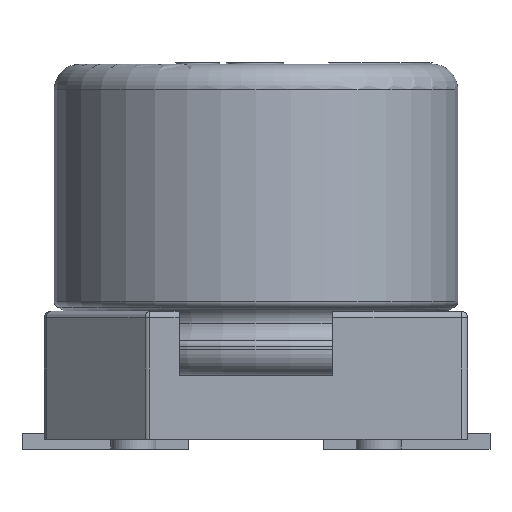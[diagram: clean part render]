
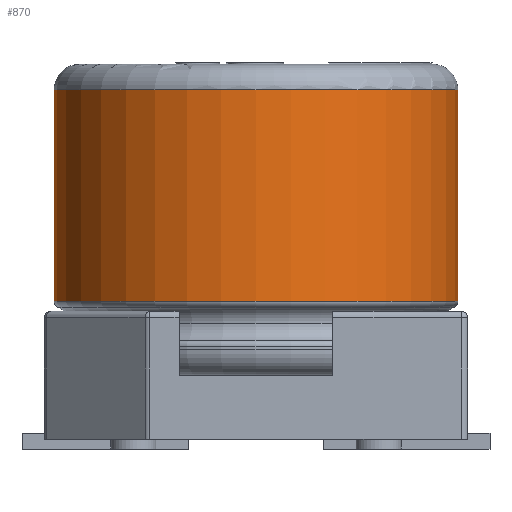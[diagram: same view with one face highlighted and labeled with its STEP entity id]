
A CAD part, left-side view. The second image highlights one B-rep face of the part: STEP entity #870.
In plain terms, the highlighted cylindrical face has radius 3.15 mm (diameter 6.3 mm), a partial arc.
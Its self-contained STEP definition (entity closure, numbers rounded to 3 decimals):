
#128 = ORIENTED_EDGE ( 'NONE', *, *, #4331, .T. ) ;
#526 = CIRCLE ( 'NONE', #6944, 3.15 ) ;
#598 = ORIENTED_EDGE ( 'NONE', *, *, #4743, .F. ) ;
#852 = VERTEX_POINT ( 'NONE', #6307 ) ;
#870 = ADVANCED_FACE ( 'NONE', ( #4620 ), #3320, .T. ) ;
#1311 = CARTESIAN_POINT ( 'NONE',  ( 0., 0., -18.963 ) ) ;
#1483 = VECTOR ( 'NONE', #1961, 1000. ) ;
#1515 = VERTEX_POINT ( 'NONE', #3525 ) ;
#1774 = ORIENTED_EDGE ( 'NONE', *, *, #4571, .T. ) ;
#1895 = VERTEX_POINT ( 'NONE', #5339 ) ;
#1961 = DIRECTION ( 'NONE',  ( 0., 0., -1. ) ) ;
#1981 = CARTESIAN_POINT ( 'NONE',  ( 0., 3.15, 2.155 ) ) ;
#2559 = AXIS2_PLACEMENT_3D ( 'NONE', #3933, #6633, #2860 ) ;
#2694 = ORIENTED_EDGE ( 'NONE', *, *, #6140, .F. ) ;
#2703 = DIRECTION ( 'NONE',  ( 0., 0., -1. ) ) ;
#2860 = DIRECTION ( 'NONE',  ( 0., 1., 0. ) ) ;
#3320 = CYLINDRICAL_SURFACE ( 'NONE', #6061, 3.15 ) ;
#3462 = LINE ( 'NONE', #4243, #4411 ) ;
#3525 = CARTESIAN_POINT ( 'NONE',  ( 0., 3.15, 5.454 ) ) ;
#3933 = CARTESIAN_POINT ( 'NONE',  ( 0., 0., 2.155 ) ) ;
#4060 = DIRECTION ( 'NONE',  ( 0., 0., -1. ) ) ;
#4243 = CARTESIAN_POINT ( 'NONE',  ( 0., -3.15, -18.963 ) ) ;
#4331 = EDGE_CURVE ( 'NONE', #1515, #6506, #5186, .T. ) ;
#4411 = VECTOR ( 'NONE', #2703, 1000. ) ;
#4467 = CIRCLE ( 'NONE', #2559, 3.15 ) ;
#4571 = EDGE_CURVE ( 'NONE', #852, #1515, #526, .T. ) ;
#4620 = FACE_OUTER_BOUND ( 'NONE', #4769, .T. ) ;
#4623 = CARTESIAN_POINT ( 'NONE',  ( 0., 0., 5.454 ) ) ;
#4743 = EDGE_CURVE ( 'NONE', #852, #1895, #3462, .T. ) ;
#4769 = EDGE_LOOP ( 'NONE', ( #598, #1774, #128, #2694 ) ) ;
#5186 = LINE ( 'NONE', #6124, #1483 ) ;
#5339 = CARTESIAN_POINT ( 'NONE',  ( 0., -3.15, 2.155 ) ) ;
#6061 = AXIS2_PLACEMENT_3D ( 'NONE', #1311, #6244, #6782 ) ;
#6124 = CARTESIAN_POINT ( 'NONE',  ( 0., 3.15, -18.963 ) ) ;
#6140 = EDGE_CURVE ( 'NONE', #1895, #6506, #4467, .T. ) ;
#6235 = DIRECTION ( 'NONE',  ( 0., 1., 0. ) ) ;
#6244 = DIRECTION ( 'NONE',  ( 0., 0., -1. ) ) ;
#6307 = CARTESIAN_POINT ( 'NONE',  ( 0., -3.15, 5.454 ) ) ;
#6506 = VERTEX_POINT ( 'NONE', #1981 ) ;
#6633 = DIRECTION ( 'NONE',  ( 0., 0., -1. ) ) ;
#6782 = DIRECTION ( 'NONE',  ( 0., 1., 0. ) ) ;
#6944 = AXIS2_PLACEMENT_3D ( 'NONE', #4623, #4060, #6235 ) ;
